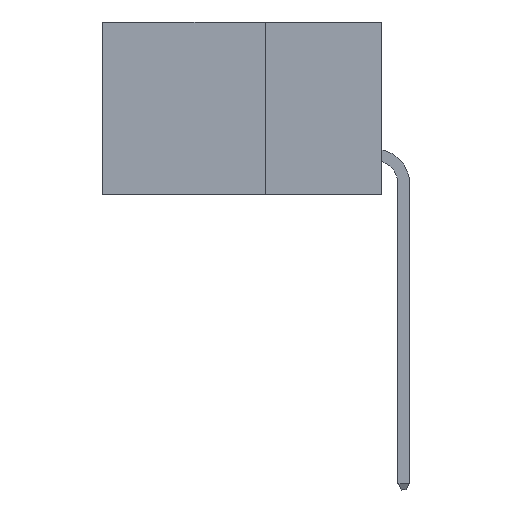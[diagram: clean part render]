
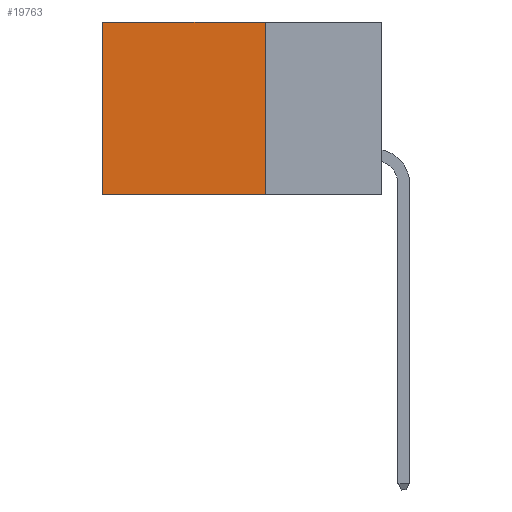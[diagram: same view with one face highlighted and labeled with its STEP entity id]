
A CAD part, left-side view. The second image highlights one B-rep face of the part: STEP entity #19763.
In plain terms, the highlighted planar face has unit normal (-1, 0, 0).
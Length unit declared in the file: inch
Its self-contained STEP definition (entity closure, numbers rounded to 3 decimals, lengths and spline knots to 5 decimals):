
#560 = ORIENTED_EDGE ( 'NONE', *, *, #35093, .T. ) ;
#2602 = CARTESIAN_POINT ( 'NONE',  ( 0.2875, 0.25, 0. ) ) ;
#2869 = PLANE ( 'NONE',  #16322 ) ;
#3319 = DIRECTION ( 'NONE',  ( 0., 0., -1. ) ) ;
#3598 = ORIENTED_EDGE ( 'NONE', *, *, #39544, .F. ) ;
#5002 = CARTESIAN_POINT ( 'NONE',  ( 0.2875, 0.25, 0. ) ) ;
#5730 = LINE ( 'NONE', #26137, #31002 ) ;
#6666 = DIRECTION ( 'NONE',  ( 0., 1., 0. ) ) ;
#8091 = VERTEX_POINT ( 'NONE', #37787 ) ;
#8464 = FACE_OUTER_BOUND ( 'NONE', #12025, .T. ) ;
#10274 = CARTESIAN_POINT ( 'NONE',  ( 0.2875, 0.25, -0.37 ) ) ;
#12025 = EDGE_LOOP ( 'NONE', ( #26144, #19956, #3598, #560 ) ) ;
#13933 = VECTOR ( 'NONE', #6666, 39.37008 ) ;
#15015 = VECTOR ( 'NONE', #24918, 39.37008 ) ;
#16322 = AXIS2_PLACEMENT_3D ( 'NONE', #19513, #33582, #26230 ) ;
#19513 = CARTESIAN_POINT ( 'NONE',  ( 0.2875, 0.25, 0. ) ) ;
#19763 = ADVANCED_FACE ( 'NONE', ( #8464 ), #2869, .F. ) ;
#19956 = ORIENTED_EDGE ( 'NONE', *, *, #31993, .F. ) ;
#22942 = CARTESIAN_POINT ( 'NONE',  ( 0.2875, 0.25, 0. ) ) ;
#23788 = LINE ( 'NONE', #26632, #13933 ) ;
#24754 = VECTOR ( 'NONE', #39558, 39.37008 ) ;
#24877 = LINE ( 'NONE', #5002, #15015 ) ;
#24918 = DIRECTION ( 'NONE',  ( 0., 0., -1. ) ) ;
#26137 = CARTESIAN_POINT ( 'NONE',  ( 0.2875, 0.6, 0. ) ) ;
#26144 = ORIENTED_EDGE ( 'NONE', *, *, #41061, .T. ) ;
#26230 = DIRECTION ( 'NONE',  ( 0., 0., -1. ) ) ;
#26632 = CARTESIAN_POINT ( 'NONE',  ( 0.2875, 0.25, -0.37 ) ) ;
#31002 = VECTOR ( 'NONE', #3319, 39.37008 ) ;
#31993 = EDGE_CURVE ( 'NONE', #36664, #8091, #23788, .T. ) ;
#32717 = VERTEX_POINT ( 'NONE', #2602 ) ;
#33582 = DIRECTION ( 'NONE',  ( 1., 0., 0. ) ) ;
#35093 = EDGE_CURVE ( 'NONE', #32717, #35373, #35586, .T. ) ;
#35373 = VERTEX_POINT ( 'NONE', #37680 ) ;
#35586 = LINE ( 'NONE', #22942, #24754 ) ;
#36664 = VERTEX_POINT ( 'NONE', #10274 ) ;
#37680 = CARTESIAN_POINT ( 'NONE',  ( 0.2875, 0.6, 0. ) ) ;
#37787 = CARTESIAN_POINT ( 'NONE',  ( 0.2875, 0.6, -0.37 ) ) ;
#39544 = EDGE_CURVE ( 'NONE', #32717, #36664, #24877, .T. ) ;
#39558 = DIRECTION ( 'NONE',  ( 0., 1., 0. ) ) ;
#41061 = EDGE_CURVE ( 'NONE', #35373, #8091, #5730, .T. ) ;
